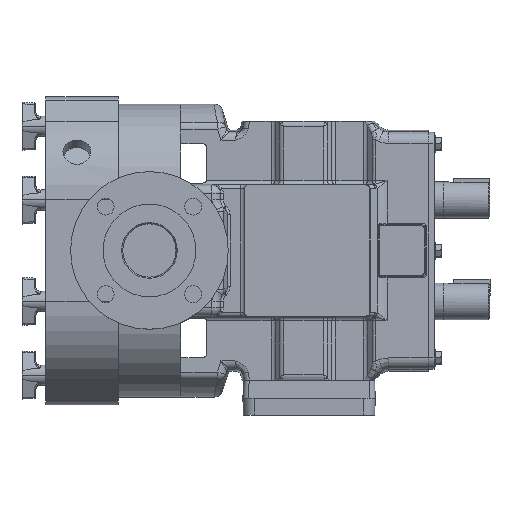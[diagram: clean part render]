
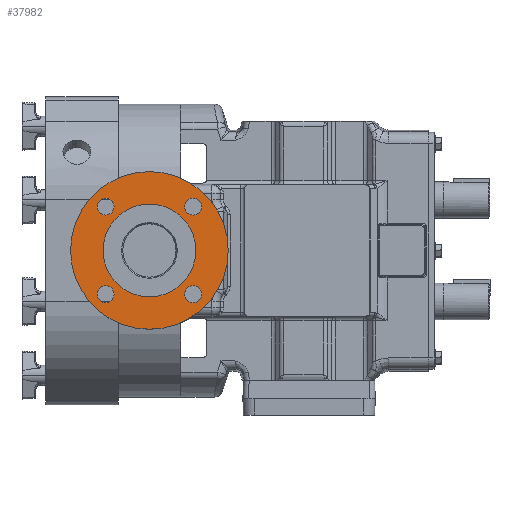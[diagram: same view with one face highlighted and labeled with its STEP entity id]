
A CAD part, top view. The second image highlights one B-rep face of the part: STEP entity #37982.
In plain terms, the highlighted planar face has unit normal (0, 0, 1).
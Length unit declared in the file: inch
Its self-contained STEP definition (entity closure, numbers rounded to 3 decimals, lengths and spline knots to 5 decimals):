
#295 = DIRECTION ( 'NONE',  ( 1., 0., 0. ) ) ;
#965 = CARTESIAN_POINT ( 'NONE',  ( 2.31954, 1.94454, -0.31 ) ) ;
#1296 = AXIS2_PLACEMENT_3D ( 'NONE', #15891, #28190, #21842 ) ;
#1393 = VERTEX_POINT ( 'NONE', #4296 ) ;
#1719 = DIRECTION ( 'NONE',  ( 0., 0., 1. ) ) ;
#1798 = VERTEX_POINT ( 'NONE', #33267 ) ;
#1892 = EDGE_CURVE ( 'NONE', #22955, #38319, #3322, .T. ) ;
#2241 = CARTESIAN_POINT ( 'NONE',  ( 2.06, 0., -0.31 ) ) ;
#2495 = FACE_BOUND ( 'NONE', #12727, .T. ) ;
#2656 = VERTEX_POINT ( 'NONE', #10156 ) ;
#3148 = EDGE_CURVE ( 'NONE', #23010, #3710, #14100, .T. ) ;
#3322 = CIRCLE ( 'NONE', #7119, 0.375 ) ;
#3410 = EDGE_CURVE ( 'NONE', #19029, #8502, #17293, .T. ) ;
#3710 = VERTEX_POINT ( 'NONE', #2241 ) ;
#3728 = CIRCLE ( 'NONE', #7519, 0.375 ) ;
#3753 = CIRCLE ( 'NONE', #12014, 3.5 ) ;
#4215 = DIRECTION ( 'NONE',  ( 1., 0., 0. ) ) ;
#4279 = EDGE_CURVE ( 'NONE', #8502, #19029, #23441, .T. ) ;
#4296 = CARTESIAN_POINT ( 'NONE',  ( 3.5, 0., -0.31 ) ) ;
#4392 = VERTEX_POINT ( 'NONE', #17759 ) ;
#4414 = CARTESIAN_POINT ( 'NONE',  ( 0., 0., -0.31 ) ) ;
#5438 = EDGE_LOOP ( 'NONE', ( #36174, #30871 ) ) ;
#5862 = DIRECTION ( 'NONE',  ( 1., 0., 0. ) ) ;
#6004 = EDGE_CURVE ( 'NONE', #1393, #23719, #3753, .T. ) ;
#6398 = DIRECTION ( 'NONE',  ( 0., 0., 1. ) ) ;
#6448 = EDGE_CURVE ( 'NONE', #2656, #35064, #27679, .T. ) ;
#6653 = DIRECTION ( 'NONE',  ( 0., 0., 1. ) ) ;
#6993 = DIRECTION ( 'NONE',  ( 1., 0., 0. ) ) ;
#7119 = AXIS2_PLACEMENT_3D ( 'NONE', #29924, #20795, #32868 ) ;
#7443 = DIRECTION ( 'NONE',  ( 1., 0., 0. ) ) ;
#7471 = DIRECTION ( 'NONE',  ( 0., 0., 1. ) ) ;
#7474 = ORIENTED_EDGE ( 'NONE', *, *, #1892, .F. ) ;
#7519 = AXIS2_PLACEMENT_3D ( 'NONE', #35335, #7471, #31055 ) ;
#7664 = DIRECTION ( 'NONE',  ( 1., 0., 0. ) ) ;
#7694 = CARTESIAN_POINT ( 'NONE',  ( 1.94454, 1.94454, -0.31 ) ) ;
#7722 = AXIS2_PLACEMENT_3D ( 'NONE', #25506, #24905, #7664 ) ;
#7830 = ORIENTED_EDGE ( 'NONE', *, *, #8451, .T. ) ;
#8451 = EDGE_CURVE ( 'NONE', #23719, #1393, #9436, .T. ) ;
#8502 = VERTEX_POINT ( 'NONE', #23219 ) ;
#8610 = PLANE ( 'NONE',  #36210 ) ;
#9436 = CIRCLE ( 'NONE', #16407, 3.5 ) ;
#9901 = CARTESIAN_POINT ( 'NONE',  ( -2.06, 0., -0.31 ) ) ;
#10000 = EDGE_LOOP ( 'NONE', ( #26883, #7830 ) ) ;
#10156 = CARTESIAN_POINT ( 'NONE',  ( 2.31954, -1.94454, -0.31 ) ) ;
#10823 = FACE_BOUND ( 'NONE', #34870, .T. ) ;
#11043 = DIRECTION ( 'NONE',  ( 1., 0., 0. ) ) ;
#11387 = FACE_BOUND ( 'NONE', #12579, .T. ) ;
#12014 = AXIS2_PLACEMENT_3D ( 'NONE', #12519, #6398, #6993 ) ;
#12046 = AXIS2_PLACEMENT_3D ( 'NONE', #7694, #22378, #11043 ) ;
#12519 = CARTESIAN_POINT ( 'NONE',  ( 0., 0., -0.31 ) ) ;
#12579 = EDGE_LOOP ( 'NONE', ( #39198, #30806 ) ) ;
#12727 = EDGE_LOOP ( 'NONE', ( #27846, #19795 ) ) ;
#12927 = DIRECTION ( 'NONE',  ( 0., 0., 1. ) ) ;
#13783 = FACE_OUTER_BOUND ( 'NONE', #10000, .T. ) ;
#14100 = CIRCLE ( 'NONE', #34994, 2.06 ) ;
#14563 = FACE_BOUND ( 'NONE', #18518, .T. ) ;
#15868 = EDGE_CURVE ( 'NONE', #4392, #1798, #35447, .T. ) ;
#15891 = CARTESIAN_POINT ( 'NONE',  ( -1.94454, -1.94454, -0.31 ) ) ;
#16407 = AXIS2_PLACEMENT_3D ( 'NONE', #4414, #12927, #4215 ) ;
#16431 = DIRECTION ( 'NONE',  ( 0., 0., 1. ) ) ;
#16550 = DIRECTION ( 'NONE',  ( 1., 0., 0. ) ) ;
#17293 = CIRCLE ( 'NONE', #32468, 0.375 ) ;
#17759 = CARTESIAN_POINT ( 'NONE',  ( -2.31954, -1.94454, -0.31 ) ) ;
#18518 = EDGE_LOOP ( 'NONE', ( #7474, #37248 ) ) ;
#19029 = VERTEX_POINT ( 'NONE', #965 ) ;
#19795 = ORIENTED_EDGE ( 'NONE', *, *, #3148, .F. ) ;
#20310 = DIRECTION ( 'NONE',  ( 0., 0., 1. ) ) ;
#20795 = DIRECTION ( 'NONE',  ( 0., 0., 1. ) ) ;
#20898 = DIRECTION ( 'NONE',  ( 0., 0., 1. ) ) ;
#21842 = DIRECTION ( 'NONE',  ( 1., 0., 0. ) ) ;
#21940 = CIRCLE ( 'NONE', #37040, 0.375 ) ;
#22378 = DIRECTION ( 'NONE',  ( 0., 0., 1. ) ) ;
#22581 = CIRCLE ( 'NONE', #27626, 0.375 ) ;
#22859 = CARTESIAN_POINT ( 'NONE',  ( -3.5, 0., -0.31 ) ) ;
#22932 = CARTESIAN_POINT ( 'NONE',  ( 0., 2.06, -0.31 ) ) ;
#22955 = VERTEX_POINT ( 'NONE', #34653 ) ;
#23010 = VERTEX_POINT ( 'NONE', #9901 ) ;
#23219 = CARTESIAN_POINT ( 'NONE',  ( 1.56954, 1.94454, -0.31 ) ) ;
#23276 = AXIS2_PLACEMENT_3D ( 'NONE', #37641, #16431, #31680 ) ;
#23318 = EDGE_CURVE ( 'NONE', #35064, #2656, #21940, .T. ) ;
#23441 = CIRCLE ( 'NONE', #12046, 0.375 ) ;
#23719 = VERTEX_POINT ( 'NONE', #22859 ) ;
#24788 = CIRCLE ( 'NONE', #7722, 2.06 ) ;
#24905 = DIRECTION ( 'NONE',  ( 0., 0., 1. ) ) ;
#25506 = CARTESIAN_POINT ( 'NONE',  ( 0., 0., -0.31 ) ) ;
#26883 = ORIENTED_EDGE ( 'NONE', *, *, #6004, .T. ) ;
#27626 = AXIS2_PLACEMENT_3D ( 'NONE', #38355, #30214, #5862 ) ;
#27679 = CIRCLE ( 'NONE', #23276, 0.375 ) ;
#27846 = ORIENTED_EDGE ( 'NONE', *, *, #37851, .F. ) ;
#28190 = DIRECTION ( 'NONE',  ( 0., 0., 1. ) ) ;
#29419 = CARTESIAN_POINT ( 'NONE',  ( 1.94454, 1.94454, -0.31 ) ) ;
#29442 = FACE_BOUND ( 'NONE', #5438, .T. ) ;
#29924 = CARTESIAN_POINT ( 'NONE',  ( -1.94454, 1.94454, -0.31 ) ) ;
#30214 = DIRECTION ( 'NONE',  ( 0., 0., 1. ) ) ;
#30806 = ORIENTED_EDGE ( 'NONE', *, *, #15868, .F. ) ;
#30871 = ORIENTED_EDGE ( 'NONE', *, *, #4279, .F. ) ;
#31055 = DIRECTION ( 'NONE',  ( 1., 0., 0. ) ) ;
#31523 = EDGE_CURVE ( 'NONE', #1798, #4392, #3728, .T. ) ;
#31680 = DIRECTION ( 'NONE',  ( 1., 0., 0. ) ) ;
#31964 = CARTESIAN_POINT ( 'NONE',  ( -2.31954, 1.94454, -0.31 ) ) ;
#32468 = AXIS2_PLACEMENT_3D ( 'NONE', #29419, #20310, #16550 ) ;
#32868 = DIRECTION ( 'NONE',  ( 1., 0., 0. ) ) ;
#33267 = CARTESIAN_POINT ( 'NONE',  ( -1.56954, -1.94454, -0.31 ) ) ;
#33290 = CARTESIAN_POINT ( 'NONE',  ( 1.56954, -1.94454, -0.31 ) ) ;
#33973 = CARTESIAN_POINT ( 'NONE',  ( 0., 0., -0.31 ) ) ;
#34653 = CARTESIAN_POINT ( 'NONE',  ( -1.56954, 1.94454, -0.31 ) ) ;
#34870 = EDGE_LOOP ( 'NONE', ( #35927, #35017 ) ) ;
#34994 = AXIS2_PLACEMENT_3D ( 'NONE', #33973, #6653, #7443 ) ;
#35017 = ORIENTED_EDGE ( 'NONE', *, *, #23318, .F. ) ;
#35064 = VERTEX_POINT ( 'NONE', #33290 ) ;
#35335 = CARTESIAN_POINT ( 'NONE',  ( -1.94454, -1.94454, -0.31 ) ) ;
#35447 = CIRCLE ( 'NONE', #1296, 0.375 ) ;
#35927 = ORIENTED_EDGE ( 'NONE', *, *, #6448, .F. ) ;
#35950 = CARTESIAN_POINT ( 'NONE',  ( 1.94454, -1.94454, -0.31 ) ) ;
#36174 = ORIENTED_EDGE ( 'NONE', *, *, #3410, .F. ) ;
#36210 = AXIS2_PLACEMENT_3D ( 'NONE', #22932, #1719, #37961 ) ;
#37040 = AXIS2_PLACEMENT_3D ( 'NONE', #35950, #20898, #295 ) ;
#37248 = ORIENTED_EDGE ( 'NONE', *, *, #39104, .F. ) ;
#37641 = CARTESIAN_POINT ( 'NONE',  ( 1.94454, -1.94454, -0.31 ) ) ;
#37851 = EDGE_CURVE ( 'NONE', #3710, #23010, #24788, .T. ) ;
#37961 = DIRECTION ( 'NONE',  ( 1., 0., 0. ) ) ;
#37982 = ADVANCED_FACE ( 'NONE', ( #10823, #11387, #14563, #29442, #13783, #2495 ), #8610, .T. ) ;
#38319 = VERTEX_POINT ( 'NONE', #31964 ) ;
#38355 = CARTESIAN_POINT ( 'NONE',  ( -1.94454, 1.94454, -0.31 ) ) ;
#39104 = EDGE_CURVE ( 'NONE', #38319, #22955, #22581, .T. ) ;
#39198 = ORIENTED_EDGE ( 'NONE', *, *, #31523, .F. ) ;
